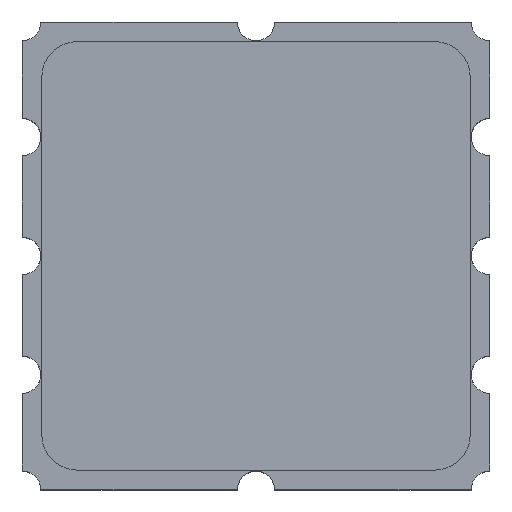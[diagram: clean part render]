
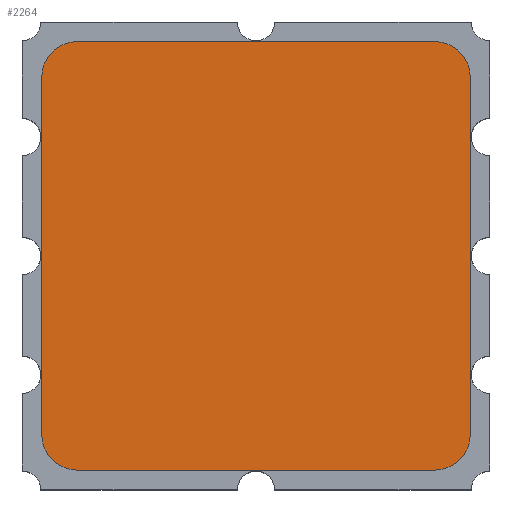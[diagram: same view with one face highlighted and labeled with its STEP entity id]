
A CAD part, top view. The second image highlights one B-rep face of the part: STEP entity #2264.
In plain terms, the highlighted face is planar.
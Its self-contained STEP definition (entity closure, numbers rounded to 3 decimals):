
#2021=CARTESIAN_POINT('',(-1.91,0.15,-1.91));
#2022=DIRECTION('',(0.,1.,0.));
#2023=DIRECTION('',(0.,0.,-1.));
#2024=AXIS2_PLACEMENT_3D('',#2021,#2022,#2023);
#2029=DIRECTION('',(-1.,0.,0.));
#2030=VECTOR('',#2029,3.82);
#2031=CARTESIAN_POINT('',(1.91,0.15,-2.29));
#2032=LINE('',#2031,#2030);
#2036=CARTESIAN_POINT('',(1.91,0.15,-1.91));
#2037=DIRECTION('',(0.,1.,0.));
#2038=DIRECTION('',(1.,0.,0.));
#2039=AXIS2_PLACEMENT_3D('',#2036,#2037,#2038);
#2044=DIRECTION('',(0.,0.,-1.));
#2045=VECTOR('',#2044,3.82);
#2046=CARTESIAN_POINT('',(2.29,0.15,1.91));
#2047=LINE('',#2046,#2045);
#2051=CARTESIAN_POINT('',(1.91,0.15,1.91));
#2052=DIRECTION('',(0.,1.,0.));
#2053=DIRECTION('',(0.,0.,1.));
#2054=AXIS2_PLACEMENT_3D('',#2051,#2052,#2053);
#2059=DIRECTION('',(1.,0.,0.));
#2060=VECTOR('',#2059,3.82);
#2061=CARTESIAN_POINT('',(-1.91,0.15,2.29));
#2062=LINE('',#2061,#2060);
#2066=CARTESIAN_POINT('',(-1.91,0.15,1.91));
#2067=DIRECTION('',(0.,1.,0.));
#2068=DIRECTION('',(-1.,0.,0.));
#2069=AXIS2_PLACEMENT_3D('',#2066,#2067,#2068);
#2074=DIRECTION('',(0.,0.,1.));
#2075=VECTOR('',#2074,3.82);
#2076=CARTESIAN_POINT('',(-2.29,0.15,-1.91));
#2077=LINE('',#2076,#2075);
#2097=CARTESIAN_POINT('',(-1.91,0.15,-2.29));
#2098=CARTESIAN_POINT('',(-2.29,0.15,-1.91));
#2099=VERTEX_POINT('',#2097);
#2100=VERTEX_POINT('',#2098);
#2101=CARTESIAN_POINT('',(-2.29,0.15,1.91));
#2102=VERTEX_POINT('',#2101);
#2103=CARTESIAN_POINT('',(-1.91,0.15,2.29));
#2104=VERTEX_POINT('',#2103);
#2105=CARTESIAN_POINT('',(1.91,0.15,2.29));
#2106=VERTEX_POINT('',#2105);
#2107=CARTESIAN_POINT('',(2.29,0.15,1.91));
#2108=VERTEX_POINT('',#2107);
#2109=CARTESIAN_POINT('',(2.29,0.15,-1.91));
#2110=VERTEX_POINT('',#2109);
#2111=CARTESIAN_POINT('',(1.91,0.15,-2.29));
#2112=VERTEX_POINT('',#2111);
#2249=CARTESIAN_POINT('',(0.,0.15,0.));
#2250=DIRECTION('',(0.,1.,0.));
#2251=DIRECTION('',(1.,0.,0.));
#2252=AXIS2_PLACEMENT_3D('',#2249,#2250,#2251);
#2253=PLANE('',#2252);
#2254=ORIENTED_EDGE('',*,*,#2145,.F.);
#2255=ORIENTED_EDGE('',*,*,#2160,.F.);
#2256=ORIENTED_EDGE('',*,*,#2174,.F.);
#2257=ORIENTED_EDGE('',*,*,#2188,.F.);
#2258=ORIENTED_EDGE('',*,*,#2202,.F.);
#2259=ORIENTED_EDGE('',*,*,#2216,.F.);
#2260=ORIENTED_EDGE('',*,*,#2230,.F.);
#2261=ORIENTED_EDGE('',*,*,#2243,.F.);
#2262=EDGE_LOOP('',(#2254,#2255,#2256,#2257,#2258,#2259,#2260,#2261));
#2263=FACE_OUTER_BOUND('',#2262,.F.);
#2264=ADVANCED_FACE('',(#2263),#2253,.T.);
#2025=CIRCLE('',#2024,0.38);
#2040=CIRCLE('',#2039,0.38);
#2055=CIRCLE('',#2054,0.38);
#2070=CIRCLE('',#2069,0.38);
#2145=EDGE_CURVE('',#2099,#2100,#2025,.T.);
#2160=EDGE_CURVE('',#2112,#2099,#2032,.T.);
#2174=EDGE_CURVE('',#2110,#2112,#2040,.T.);
#2188=EDGE_CURVE('',#2108,#2110,#2047,.T.);
#2202=EDGE_CURVE('',#2106,#2108,#2055,.T.);
#2216=EDGE_CURVE('',#2104,#2106,#2062,.T.);
#2230=EDGE_CURVE('',#2102,#2104,#2070,.T.);
#2243=EDGE_CURVE('',#2100,#2102,#2077,.T.);
